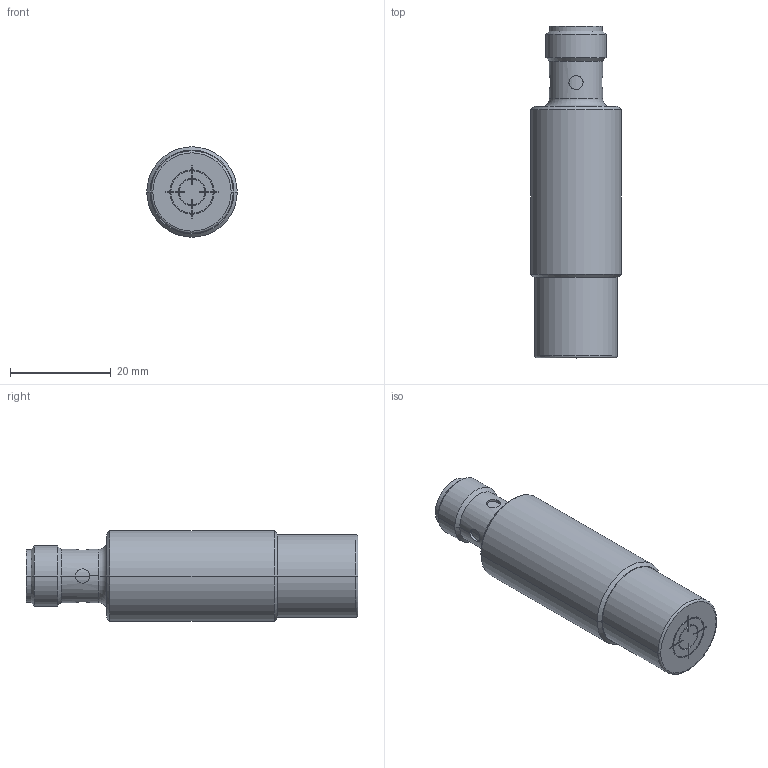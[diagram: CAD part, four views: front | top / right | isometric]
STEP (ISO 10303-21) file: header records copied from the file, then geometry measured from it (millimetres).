
FILE_DESCRIPTION((''),'2;1');
FILE_NAME('DM_CAD-1030A_SW0001','2019-07-05T11:00:51',('creinig-se'),(''),'CREO PARAMETRIC BY PTC INC, 2018420','CREO PARAMETRIC BY PTC INC, 2018420','');
FILE_SCHEMA(('CONFIG_CONTROL_DESIGN','SHAPE_APPEARANCE_LAYERS_GROUPS'));
Length unit declared in the file: millimetre
Products named in the file (1): DM_CAD-1030A_SW0001
Bounding box: 18 x 66 x 18 mm (x, y, z)
Surface area: 4849.9 mm2 (no closed solid volume)
Topology: 0 solids, 8 shells, 110 faces, 399 edges, 277 vertices
Faces by surface type: cylinder 51, plane 30, cone 12, sphere 8, torus 7, bspline 2
Entity records: 5344 total; most frequent: CARTESIAN_POINT 1116, DIRECTION 736, ORIENTED_EDGE 628, EDGE_CURVE 388, AXIS2_PLACEMENT_3D 274, VERTEX_POINT 271, VECTOR 188, LINE 188
